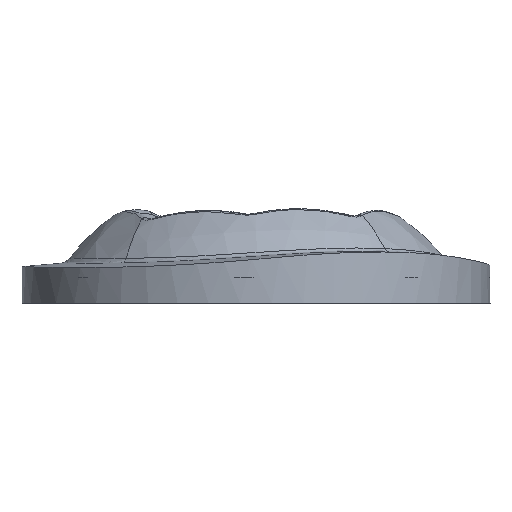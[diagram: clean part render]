
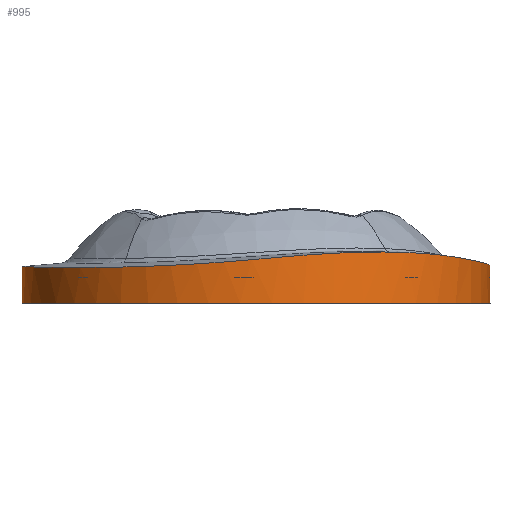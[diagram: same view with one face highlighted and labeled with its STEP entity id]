
A CAD part, front view. The second image highlights one B-rep face of the part: STEP entity #995.
In plain terms, the highlighted cylindrical face has radius 19.7 mm (diameter 39.4 mm), a full revolution.
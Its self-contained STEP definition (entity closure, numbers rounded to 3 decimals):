
#102=FACE_OUTER_BOUND('',#173,.T.);
#173=EDGE_LOOP('',(#666,#667,#668,#669,#670,#671));
#253=B_SPLINE_CURVE_WITH_KNOTS('',3,(#1361,#1362,#1363,#1364),
 .UNSPECIFIED.,.F.,.F.,(4,4),(-9.234,-8.855),
 .UNSPECIFIED.);
#254=B_SPLINE_CURVE_WITH_KNOTS('',3,(#1366,#1367,#1368,#1369,#1370,#1371,
#1372,#1373,#1374,#1375,#1376,#1377),.UNSPECIFIED.,.F.,.F.,(4,2,2,2,2,4),
(-3.281,-2.82,-2.284,-1.549,
-0.766,0.),.UNSPECIFIED.);
#255=B_SPLINE_CURVE_WITH_KNOTS('',3,(#1378,#1379,#1380,#1381,#1382,#1383,
#1384,#1385,#1386,#1387,#1388,#1389,#1390,#1391,#1392,#1393,#1394,#1395,
#1396,#1397,#1398,#1399,#1400,#1401,#1402,#1403,#1404,#1405,#1406,#1407),
 .UNSPECIFIED.,.F.,.F.,(4,2,2,2,2,2,2,2,2,2,2,2,2,2,4),(-8.855,
-8.542,-7.762,-7.006,-6.224,
-5.809,-5.325,-4.559,-3.785,
-3.371,-2.864,-2.084,-1.304,
-0.548,-0.085),.UNSPECIFIED.);
#325=LINE('',#1359,#336);
#336=VECTOR('',#1173,19.7);
#347=CIRCLE('',#1081,19.7);
#408=VERTEX_POINT('',#1356);
#409=VERTEX_POINT('',#1358);
#410=VERTEX_POINT('',#1360);
#411=VERTEX_POINT('',#1365);
#506=EDGE_CURVE('',#408,#408,#347,.T.);
#507=EDGE_CURVE('',#408,#409,#325,.T.);
#508=EDGE_CURVE('',#410,#409,#253,.T.);
#509=EDGE_CURVE('',#411,#410,#254,.T.);
#510=EDGE_CURVE('',#409,#411,#255,.T.);
#666=ORIENTED_EDGE('',*,*,#506,.F.);
#667=ORIENTED_EDGE('',*,*,#507,.T.);
#668=ORIENTED_EDGE('',*,*,#508,.F.);
#669=ORIENTED_EDGE('',*,*,#509,.F.);
#670=ORIENTED_EDGE('',*,*,#510,.F.);
#671=ORIENTED_EDGE('',*,*,#507,.F.);
#986=CYLINDRICAL_SURFACE('',#1080,19.7);
#995=ADVANCED_FACE('',(#102),#986,.T.);
#1080=AXIS2_PLACEMENT_3D('',#1355,#1169,#1170);
#1081=AXIS2_PLACEMENT_3D('',#1357,#1171,#1172);
#1169=DIRECTION('center_axis',(0.,0.,1.));
#1170=DIRECTION('ref_axis',(1.,0.,0.));
#1171=DIRECTION('center_axis',(0.,0.,-1.));
#1172=DIRECTION('ref_axis',(1.,0.,0.));
#1173=DIRECTION('',(0.,0.,1.));
#1355=CARTESIAN_POINT('Origin',(0.,0.,9.));
#1356=CARTESIAN_POINT('',(-19.7,0.,9.));
#1357=CARTESIAN_POINT('Origin',(0.,0.,9.));
#1358=CARTESIAN_POINT('',(-19.7,0.,12.079));
#1359=CARTESIAN_POINT('',(-19.7,0.,9.));
#1360=CARTESIAN_POINT('',(-19.342,3.74,12.054));
#1361=CARTESIAN_POINT('Ctrl Pts',(-19.342,3.74,12.054));
#1362=CARTESIAN_POINT('Ctrl Pts',(-19.58,2.506,12.068));
#1363=CARTESIAN_POINT('Ctrl Pts',(-19.7,1.253,12.076));
#1364=CARTESIAN_POINT('Ctrl Pts',(-19.7,0.,12.079));
#1365=CARTESIAN_POINT('',(5.47,18.925,12.091));
#1366=CARTESIAN_POINT('Ctrl Pts',(5.47,18.925,12.091));
#1367=CARTESIAN_POINT('Ctrl Pts',(3.991,19.353,12.092));
#1368=CARTESIAN_POINT('Ctrl Pts',(2.468,19.605,12.093));
#1369=CARTESIAN_POINT('Ctrl Pts',(-0.851,19.762,12.099));
#1370=CARTESIAN_POINT('Ctrl Pts',(-2.636,19.604,12.104));
#1371=CARTESIAN_POINT('Ctrl Pts',(-6.765,18.664,12.111));
#1372=CARTESIAN_POINT('Ctrl Pts',(-9.033,17.678,12.109));
#1373=CARTESIAN_POINT('Ctrl Pts',(-13.221,14.836,12.078));
#1374=CARTESIAN_POINT('Ctrl Pts',(-15.068,12.956,12.05));
#1375=CARTESIAN_POINT('Ctrl Pts',(-17.89,8.634,12.024));
#1376=CARTESIAN_POINT('Ctrl Pts',(-18.857,6.246,12.024));
#1377=CARTESIAN_POINT('Ctrl Pts',(-19.342,3.74,12.054));
#1378=CARTESIAN_POINT('Ctrl Pts',(-19.7,0.,12.079));
#1379=CARTESIAN_POINT('Ctrl Pts',(-19.7,-1.034,12.08));
#1380=CARTESIAN_POINT('Ctrl Pts',(-19.619,-2.069,12.078));
#1381=CARTESIAN_POINT('Ctrl Pts',(-19.048,-5.653,12.06));
#1382=CARTESIAN_POINT('Ctrl Pts',(-18.14,-8.107,12.032));
#1383=CARTESIAN_POINT('Ctrl Pts',(-15.47,-12.453,12.001));
#1384=CARTESIAN_POINT('Ctrl Pts',(-13.759,-14.32,11.999));
#1385=CARTESIAN_POINT('Ctrl Pts',(-9.659,-17.365,12.078));
#1386=CARTESIAN_POINT('Ctrl Pts',(-7.293,-18.484,12.167));
#1387=CARTESIAN_POINT('Ctrl Pts',(-3.438,-19.446,12.414));
#1388=CARTESIAN_POINT('Ctrl Pts',(-2.074,-19.639,12.515));
#1389=CARTESIAN_POINT('Ctrl Pts',(0.912,-19.745,12.773));
#1390=CARTESIAN_POINT('Ctrl Pts',(2.525,-19.604,12.928));
#1391=CARTESIAN_POINT('Ctrl Pts',(6.602,-18.736,13.239));
#1392=CARTESIAN_POINT('Ctrl Pts',(8.965,-17.727,13.333));
#1393=CARTESIAN_POINT('Ctrl Pts',(13.214,-14.837,13.295));
#1394=CARTESIAN_POINT('Ctrl Pts',(15.033,-12.988,13.152));
#1395=CARTESIAN_POINT('Ctrl Pts',(17.206,-9.693,12.83));
#1396=CARTESIAN_POINT('Ctrl Pts',(17.841,-8.467,12.704));
#1397=CARTESIAN_POINT('Ctrl Pts',(18.958,-5.615,12.468));
#1398=CARTESIAN_POINT('Ctrl Pts',(19.37,-3.969,12.364));
#1399=CARTESIAN_POINT('Ctrl Pts',(19.868,0.287,12.157));
#1400=CARTESIAN_POINT('Ctrl Pts',(19.658,2.903,12.092));
#1401=CARTESIAN_POINT('Ctrl Pts',(18.232,7.901,12.025));
#1402=CARTESIAN_POINT('Ctrl Pts',(17.033,10.233,12.024));
#1403=CARTESIAN_POINT('Ctrl Pts',(13.847,14.238,12.044));
#1404=CARTESIAN_POINT('Ctrl Pts',(11.914,15.89,12.064));
#1405=CARTESIAN_POINT('Ctrl Pts',(8.379,17.896,12.085));
#1406=CARTESIAN_POINT('Ctrl Pts',(6.951,18.497,12.09));
#1407=CARTESIAN_POINT('Ctrl Pts',(5.47,18.925,12.091));
